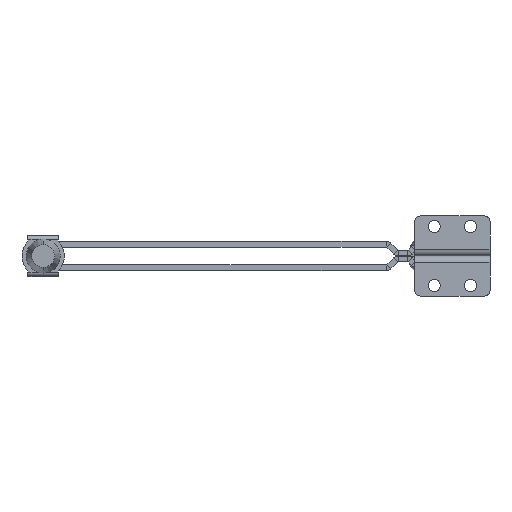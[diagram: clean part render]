
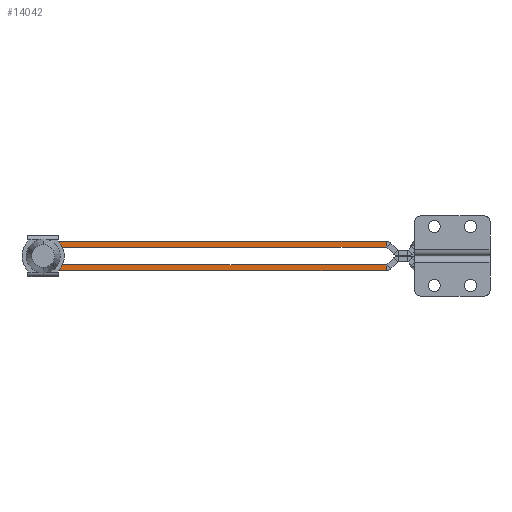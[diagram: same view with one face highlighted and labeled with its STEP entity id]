
A CAD part, front view. The second image highlights one B-rep face of the part: STEP entity #14042.
In plain terms, the highlighted face is planar.
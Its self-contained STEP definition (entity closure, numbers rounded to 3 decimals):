
#1229 = CARTESIAN_POINT ( 'NONE',  ( 31.251, 7.7, 17. ) ) ;
#2117 = CARTESIAN_POINT ( 'NONE',  ( -148.5, 7.7, 17. ) ) ;
#2310 = CARTESIAN_POINT ( 'NONE',  ( 31.251, -7.7, 17. ) ) ;
#6286 = DIRECTION ( 'NONE',  ( 1., 0., 0. ) ) ;
#6287 = DIRECTION ( 'NONE',  ( 0., 0., 1. ) ) ;
#6289 = CARTESIAN_POINT ( 'NONE',  ( -148.5, -0.026, 17. ) ) ;
#6292 = DIRECTION ( 'NONE',  ( 0., 1., 0. ) ) ;
#6293 = CARTESIAN_POINT ( 'NONE',  ( 31.251, 4.701, 17. ) ) ;
#6294 = DIRECTION ( 'NONE',  ( 1., 0., 0. ) ) ;
#6295 = DIRECTION ( 'NONE',  ( 0., 0., -1. ) ) ;
#6296 = CARTESIAN_POINT ( 'NONE',  ( -148.5, -0.026, 17. ) ) ;
#6297 = DIRECTION ( 'NONE',  ( 0., 1., 0. ) ) ;
#6298 = CARTESIAN_POINT ( 'NONE',  ( 31.251, -7.7, 17. ) ) ;
#6299 = DIRECTION ( 'NONE',  ( -1., 0., 0. ) ) ;
#6300 = CARTESIAN_POINT ( 'NONE',  ( 0., -4.701, 17. ) ) ;
#6304 = CARTESIAN_POINT ( 'NONE',  ( 1.4, 4.701, 17. ) ) ;
#6320 = DIRECTION ( 'NONE',  ( 1., 0., 0. ) ) ;
#8280 = DIRECTION ( 'NONE',  ( 1., 0., 0. ) ) ;
#8291 = CARTESIAN_POINT ( 'NONE',  ( 0., -7.7, 17. ) ) ;
#8322 = VERTEX_POINT ( 'NONE', #28391 ) ;
#9561 = VECTOR ( 'NONE', #6297, 1000. ) ;
#9563 = LINE ( 'NONE', #6298, #9561 ) ;
#9564 = VECTOR ( 'NONE', #6292, 1000. ) ;
#9565 = CIRCLE ( 'NONE', #20813, 7.726 ) ;
#9566 = VECTOR ( 'NONE', #6320, 1000. ) ;
#9567 = LINE ( 'NONE', #6293, #9564 ) ;
#9568 = LINE ( 'NONE', #6304, #9566 ) ;
#9569 = VECTOR ( 'NONE', #6299, 1000. ) ;
#9570 = CIRCLE ( 'NONE', #20812, 4.727 ) ;
#9573 = LINE ( 'NONE', #6300, #9569 ) ;
#9963 = DIRECTION ( 'NONE',  ( -1., 0., 0. ) ) ;
#10408 = CARTESIAN_POINT ( 'NONE',  ( 1.4, 7.7, 17. ) ) ;
#12202 = VERTEX_POINT ( 'NONE', #28197 ) ;
#12214 = VERTEX_POINT ( 'NONE', #28185 ) ;
#12256 = VERTEX_POINT ( 'NONE', #28137 ) ;
#12268 = VERTEX_POINT ( 'NONE', #28125 ) ;
#13440 = VECTOR ( 'NONE', #8280, 1000. ) ;
#13453 = LINE ( 'NONE', #8291, #13440 ) ;
#14042 = ADVANCED_FACE ( 'NONE', ( #18957 ), #25299, .F. ) ;
#14995 = LINE ( 'NONE', #10408, #14997 ) ;
#14997 = VECTOR ( 'NONE', #9963, 1000. ) ;
#16727 = EDGE_CURVE ( 'NONE', #22607, #21632, #14995, .T. ) ;
#16865 = EDGE_CURVE ( 'NONE', #8322, #22591, #13453, .T. ) ;
#17831 = EDGE_CURVE ( 'NONE', #12214, #12268, #9573, .T. ) ;
#17833 = EDGE_CURVE ( 'NONE', #12268, #12202, #9570, .T. ) ;
#17835 = EDGE_CURVE ( 'NONE', #12202, #12256, #9568, .T. ) ;
#17838 = EDGE_CURVE ( 'NONE', #12256, #22607, #9567, .T. ) ;
#17840 = EDGE_CURVE ( 'NONE', #21632, #8322, #9565, .T. ) ;
#17842 = EDGE_CURVE ( 'NONE', #22591, #12214, #9563, .T. ) ;
#18957 = FACE_OUTER_BOUND ( 'NONE', #23348, .T. ) ;
#20232 = AXIS2_PLACEMENT_3D ( 'NONE', #25310, #25294, #25293 ) ;
#20812 = AXIS2_PLACEMENT_3D ( 'NONE', #6296, #6295, #6294 ) ;
#20813 = AXIS2_PLACEMENT_3D ( 'NONE', #6289, #6287, #6286 ) ;
#21632 = VERTEX_POINT ( 'NONE', #2117 ) ;
#22591 = VERTEX_POINT ( 'NONE', #2310 ) ;
#22607 = VERTEX_POINT ( 'NONE', #1229 ) ;
#23348 = EDGE_LOOP ( 'NONE', ( #28710, #28709, #28708, #28707, #28706, #28705, #28704, #28703 ) ) ;
#25293 = DIRECTION ( 'NONE',  ( -1., 0., 0. ) ) ;
#25294 = DIRECTION ( 'NONE',  ( 0., 0., -1. ) ) ;
#25299 = PLANE ( 'NONE',  #20232 ) ;
#25310 = CARTESIAN_POINT ( 'NONE',  ( 0., 7.7, 17. ) ) ;
#28125 = CARTESIAN_POINT ( 'NONE',  ( -149.203, -4.701, 17. ) ) ;
#28137 = CARTESIAN_POINT ( 'NONE',  ( 31.251, 4.701, 17. ) ) ;
#28185 = CARTESIAN_POINT ( 'NONE',  ( 31.251, -4.701, 17. ) ) ;
#28197 = CARTESIAN_POINT ( 'NONE',  ( -148.5, 4.701, 17. ) ) ;
#28391 = CARTESIAN_POINT ( 'NONE',  ( -149.4, -7.7, 17. ) ) ;
#28703 = ORIENTED_EDGE ( 'NONE', *, *, #17842, .T. ) ;
#28704 = ORIENTED_EDGE ( 'NONE', *, *, #16865, .T. ) ;
#28705 = ORIENTED_EDGE ( 'NONE', *, *, #17840, .T. ) ;
#28706 = ORIENTED_EDGE ( 'NONE', *, *, #16727, .T. ) ;
#28707 = ORIENTED_EDGE ( 'NONE', *, *, #17838, .T. ) ;
#28708 = ORIENTED_EDGE ( 'NONE', *, *, #17835, .T. ) ;
#28709 = ORIENTED_EDGE ( 'NONE', *, *, #17833, .T. ) ;
#28710 = ORIENTED_EDGE ( 'NONE', *, *, #17831, .T. ) ;
